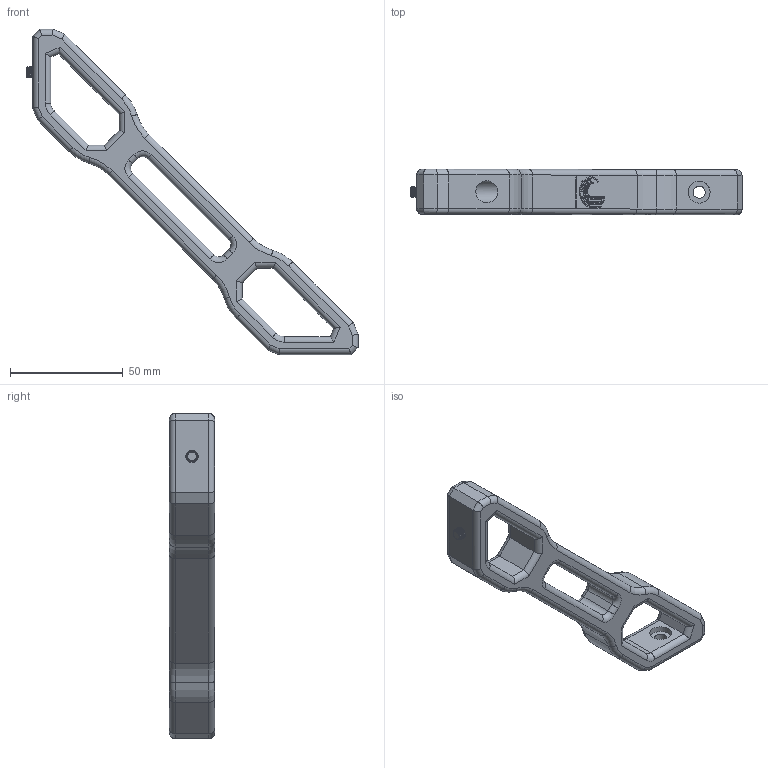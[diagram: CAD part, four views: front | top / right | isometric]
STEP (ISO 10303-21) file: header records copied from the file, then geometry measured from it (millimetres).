
FILE_DESCRIPTION(/* description */ (''),/* implementation_level */ '2;1');
FILE_NAME(/* name */ 'Jubilee Frame Brace.step',/* time_stamp */ '2022-04-11T14:37:09+10:00',/* author */ (''),/* organization */ (''),/* preprocessor_version */ 'ST-DEVELOPER v18.1',/* originating_system */ 'Autodesk Translation Framework v10.13.0.1454',/* authorisation */ '');
FILE_SCHEMA (('AUTOMOTIVE_DESIGN { 1 0 10303 214 3 1 1 }'));
Length unit declared in the file: millimetre
Products named in the file (2): Jubilee Frame Brace; 94500A230_316 Stainless Steel Button Head Hex Drive Screws
Assembly tree (1 placements, depth 2):
  Jubilee Frame Brace
    94500A230_316 Stainless Steel Button Head Hex Drive Screws
Bounding box: 147.07 x 20 x 144.07 mm (x, y, z)
Volume: 67859.2 mm3; surface area: 22262.3 mm2
Topology: 2 solids, 2 shells, 537 faces, 1399 edges, 891 vertices
Faces by surface type: bspline 210, plane 180, cylinder 111, torus 28, cone 7, sphere 1
Full cylindrical faces by diameter (mm): 3.961 x10, 5 x8, 5.4 x2, 9.5 x1, 9.7 x4
Entity records: 18477 total; most frequent: CARTESIAN_POINT 6917, ORIENTED_EDGE 2798, DIRECTION 1972, EDGE_CURVE 1399, VERTEX_POINT 891, LINE 750, VECTOR 750, AXIS2_PLACEMENT_3D 611
